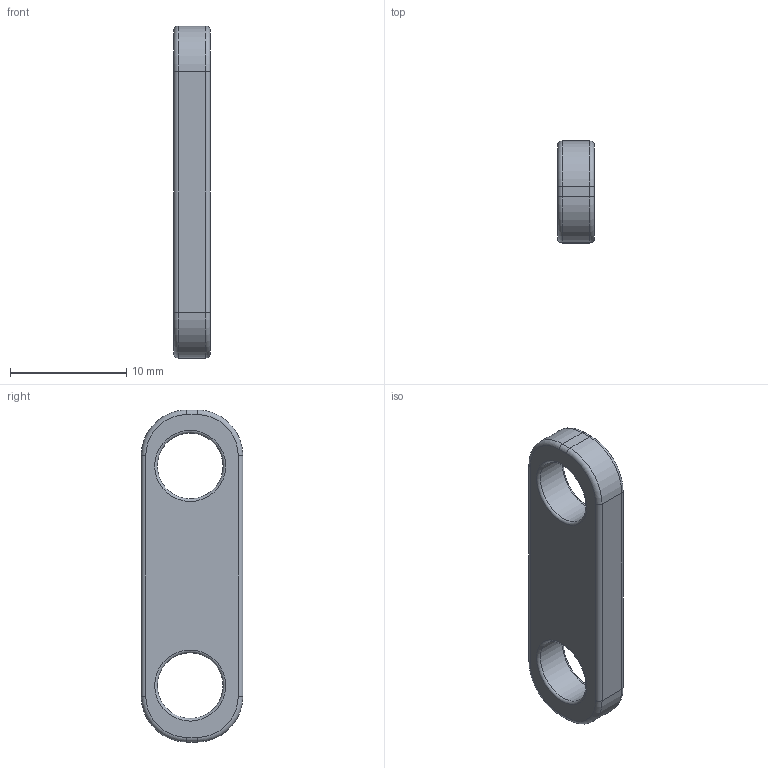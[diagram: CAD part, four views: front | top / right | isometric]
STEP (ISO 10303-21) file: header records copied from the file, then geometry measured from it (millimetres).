
FILE_DESCRIPTION(/* description */ (''),/* implementation_level */ '2;1');
FILE_NAME(/* name */ 'b08b5a06-058b-11ec-8274-0ac00e04190b.step',/* time_stamp */ '2021-08-25T10:03:34+00:00',/* author */ (''),/* organization */ (''),/* preprocessor_version */ 'ST-DEVELOPER v18.1',/* originating_system */ 'Autodesk Translation Framework v10.6.0.1341',/* authorisation */ '');
FILE_SCHEMA (('AUTOMOTIVE_DESIGN { 1 0 10303 214 3 1 1 }'));
Length unit declared in the file: centimetre
Products named in the file (1): temp_body
Bounding box: 3.17 x 8.75 x 28.58 mm (x, y, z)
Volume: 586.3 mm3; surface area: 671.3 mm2
Topology: 1 solids, 1 shells, 32 faces, 72 edges, 42 vertices
Faces by surface type: cylinder 14, torus 12, plane 6
Full cylindrical faces by diameter (mm): 5.661 x2
Entity records: 946 total; most frequent: DIRECTION 184, CARTESIAN_POINT 147, ORIENTED_EDGE 144, AXIS2_PLACEMENT_3D 79, EDGE_CURVE 72, CIRCLE 46, VERTEX_POINT 42, EDGE_LOOP 36
